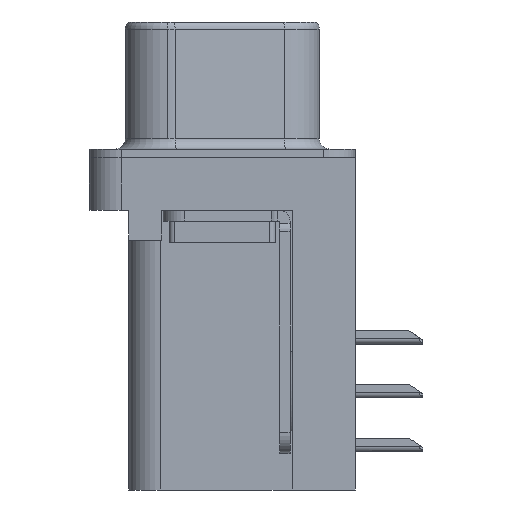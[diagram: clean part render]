
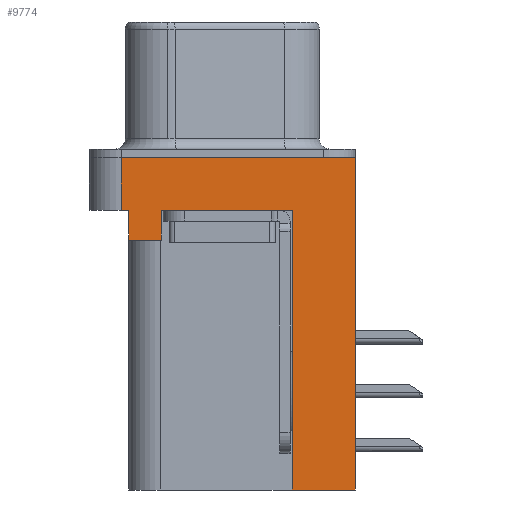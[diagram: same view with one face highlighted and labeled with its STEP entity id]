
A CAD part, left-side view. The second image highlights one B-rep face of the part: STEP entity #9774.
In plain terms, the highlighted planar face has unit normal (-1, 0, 0).
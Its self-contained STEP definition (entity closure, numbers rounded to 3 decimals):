
#45 = FACE_OUTER_BOUND ( 'NONE', #5010, .T. ) ;
#94 = CARTESIAN_POINT ( 'NONE',  ( -2.935, 4.775, 0. ) ) ;
#437 = EDGE_CURVE ( 'NONE', #17750, #17672, #13402, .T. ) ;
#957 = DIRECTION ( 'NONE',  ( 0., -1., 0. ) ) ;
#1063 = CARTESIAN_POINT ( 'NONE',  ( -2.935, -6.275, -15.7 ) ) ;
#1119 = EDGE_CURVE ( 'NONE', #19157, #16459, #16150, .T. ) ;
#1465 = CARTESIAN_POINT ( 'NONE',  ( -2.935, 4.425, -3.9 ) ) ;
#2080 = CARTESIAN_POINT ( 'NONE',  ( -2.935, -3.295, -15.7 ) ) ;
#2570 = EDGE_CURVE ( 'NONE', #22572, #17672, #10516, .T. ) ;
#2871 = VECTOR ( 'NONE', #15563, 1000. ) ;
#3110 = ORIENTED_EDGE ( 'NONE', *, *, #23295, .T. ) ;
#3352 = CARTESIAN_POINT ( 'NONE',  ( -2.935, -6.275, -2.5 ) ) ;
#4642 = CARTESIAN_POINT ( 'NONE',  ( -2.935, -3.295, -15.7 ) ) ;
#4856 = ORIENTED_EDGE ( 'NONE', *, *, #2570, .F. ) ;
#5010 = EDGE_LOOP ( 'NONE', ( #17766, #25706, #9246, #13800, #23566, #3110, #22052, #4856, #17149, #12266 ) ) ;
#5629 = VERTEX_POINT ( 'NONE', #1465 ) ;
#6003 = LINE ( 'NONE', #16849, #16496 ) ;
#6207 = DIRECTION ( 'NONE',  ( 0., 0., 1. ) ) ;
#6531 = CARTESIAN_POINT ( 'NONE',  ( -2.935, -6.275, -2.5 ) ) ;
#7015 = DIRECTION ( 'NONE',  ( 0., 0., 1. ) ) ;
#7280 = PLANE ( 'NONE',  #20471 ) ;
#7612 = VECTOR ( 'NONE', #13613, 1000. ) ;
#7703 = EDGE_CURVE ( 'NONE', #5629, #22842, #23387, .T. ) ;
#8396 = DIRECTION ( 'NONE',  ( 0., 0., 1. ) ) ;
#8833 = EDGE_CURVE ( 'NONE', #17275, #21899, #16801, .T. ) ;
#9245 = DIRECTION ( 'NONE',  ( 0., 0., 1. ) ) ;
#9246 = ORIENTED_EDGE ( 'NONE', *, *, #14370, .T. ) ;
#9290 = VECTOR ( 'NONE', #6207, 1000. ) ;
#9545 = VECTOR ( 'NONE', #16346, 1000. ) ;
#9608 = CARTESIAN_POINT ( 'NONE',  ( -2.935, 4.425, -3.9 ) ) ;
#9622 = CARTESIAN_POINT ( 'NONE',  ( -2.935, -3.295, -15.7 ) ) ;
#9774 = ADVANCED_FACE ( 'NONE', ( #45 ), #7280, .T. ) ;
#10516 = LINE ( 'NONE', #2080, #9290 ) ;
#11917 = CARTESIAN_POINT ( 'NONE',  ( -2.935, 4.425, -3.9 ) ) ;
#12266 = ORIENTED_EDGE ( 'NONE', *, *, #1119, .T. ) ;
#13402 = LINE ( 'NONE', #22879, #2871 ) ;
#13613 = DIRECTION ( 'NONE',  ( 0., 0., 1. ) ) ;
#13800 = ORIENTED_EDGE ( 'NONE', *, *, #7703, .F. ) ;
#14370 = EDGE_CURVE ( 'NONE', #17275, #22842, #25397, .T. ) ;
#14671 = VECTOR ( 'NONE', #24315, 1000. ) ;
#14739 = LINE ( 'NONE', #9622, #21195 ) ;
#14855 = CARTESIAN_POINT ( 'NONE',  ( -2.935, 4.775, -2.5 ) ) ;
#14967 = EDGE_CURVE ( 'NONE', #18531, #5629, #23468, .T. ) ;
#15117 = CARTESIAN_POINT ( 'NONE',  ( -2.935, -6.275, -2.5 ) ) ;
#15538 = VECTOR ( 'NONE', #8396, 1000. ) ;
#15563 = DIRECTION ( 'NONE',  ( 0., -1., 0. ) ) ;
#16150 = LINE ( 'NONE', #3352, #15538 ) ;
#16346 = DIRECTION ( 'NONE',  ( 0., -1., 0. ) ) ;
#16347 = CARTESIAN_POINT ( 'NONE',  ( -2.935, 2.895, -2.5 ) ) ;
#16459 = VERTEX_POINT ( 'NONE', #18195 ) ;
#16496 = VECTOR ( 'NONE', #957, 1000. ) ;
#16801 = LINE ( 'NONE', #14855, #21430 ) ;
#16849 = CARTESIAN_POINT ( 'NONE',  ( -2.935, -6.275, 0. ) ) ;
#17149 = ORIENTED_EDGE ( 'NONE', *, *, #21790, .F. ) ;
#17275 = VERTEX_POINT ( 'NONE', #24991 ) ;
#17672 = VERTEX_POINT ( 'NONE', #18155 ) ;
#17750 = VERTEX_POINT ( 'NONE', #16347 ) ;
#17766 = ORIENTED_EDGE ( 'NONE', *, *, #17880, .F. ) ;
#17880 = EDGE_CURVE ( 'NONE', #21899, #16459, #6003, .T. ) ;
#18155 = CARTESIAN_POINT ( 'NONE',  ( -2.935, -3.295, -2.5 ) ) ;
#18195 = CARTESIAN_POINT ( 'NONE',  ( -2.935, -6.275, 0. ) ) ;
#18531 = VERTEX_POINT ( 'NONE', #22703 ) ;
#19157 = VERTEX_POINT ( 'NONE', #1063 ) ;
#19881 = LINE ( 'NONE', #24216, #14671 ) ;
#20471 = AXIS2_PLACEMENT_3D ( 'NONE', #15117, #21054, #9245 ) ;
#21054 = DIRECTION ( 'NONE',  ( -1., 0., 0. ) ) ;
#21195 = VECTOR ( 'NONE', #21458, 1000. ) ;
#21430 = VECTOR ( 'NONE', #7015, 1000. ) ;
#21458 = DIRECTION ( 'NONE',  ( 0., 1., 0. ) ) ;
#21790 = EDGE_CURVE ( 'NONE', #19157, #22572, #14739, .T. ) ;
#21899 = VERTEX_POINT ( 'NONE', #94 ) ;
#22052 = ORIENTED_EDGE ( 'NONE', *, *, #437, .T. ) ;
#22572 = VERTEX_POINT ( 'NONE', #4642 ) ;
#22703 = CARTESIAN_POINT ( 'NONE',  ( -2.935, 2.895, -3.9 ) ) ;
#22842 = VERTEX_POINT ( 'NONE', #23053 ) ;
#22879 = CARTESIAN_POINT ( 'NONE',  ( -2.935, -6.275, -2.5 ) ) ;
#23053 = CARTESIAN_POINT ( 'NONE',  ( -2.935, 4.425, -2.5 ) ) ;
#23295 = EDGE_CURVE ( 'NONE', #18531, #17750, #19881, .T. ) ;
#23387 = LINE ( 'NONE', #9608, #7612 ) ;
#23468 = LINE ( 'NONE', #11917, #24124 ) ;
#23566 = ORIENTED_EDGE ( 'NONE', *, *, #14967, .F. ) ;
#23808 = DIRECTION ( 'NONE',  ( 0., 1., 0. ) ) ;
#24124 = VECTOR ( 'NONE', #23808, 1000. ) ;
#24216 = CARTESIAN_POINT ( 'NONE',  ( -2.935, 2.895, -3.9 ) ) ;
#24315 = DIRECTION ( 'NONE',  ( 0., 0., 1. ) ) ;
#24991 = CARTESIAN_POINT ( 'NONE',  ( -2.935, 4.775, -2.5 ) ) ;
#25397 = LINE ( 'NONE', #6531, #9545 ) ;
#25706 = ORIENTED_EDGE ( 'NONE', *, *, #8833, .F. ) ;
